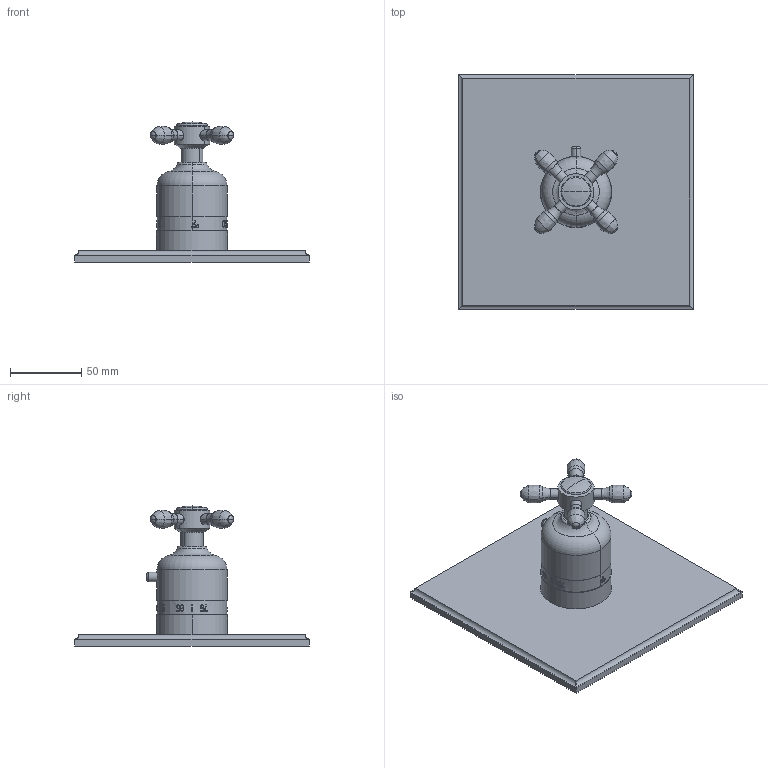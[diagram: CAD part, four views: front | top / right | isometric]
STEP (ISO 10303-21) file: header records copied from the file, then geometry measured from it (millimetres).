
FILE_DESCRIPTION((''),'2;1');
FILE_NAME('3-1644TS','2020-12-03T13:49:21',('jinson.thomas'),(''),'CREO PARAMETRIC BY PTC INC, 2018400','CREO PARAMETRIC BY PTC INC, 2018400','');
FILE_SCHEMA(('CONFIG_CONTROL_DESIGN'));
Length unit declared in the file: inch
Products named in the file (1): 3-1644TS
Bounding box: 165.1 x 165.1 x 98.48 mm (x, y, z)
Volume: 337685.8 mm3; surface area: 72978.1 mm2
Topology: 1 solids, 1 shells, 440 faces, 1186 edges, 762 vertices
Faces by surface type: plane 333, cylinder 49, bspline 24, torus 18, sphere 12, cone 4
Entity records: 14400 total; most frequent: CARTESIAN_POINT 4140, ORIENTED_EDGE 2348, DIRECTION 1816, EDGE_CURVE 1174, VERTEX_POINT 762, AXIS2_PLACEMENT_3D 666, VECTOR 484, LINE 484
